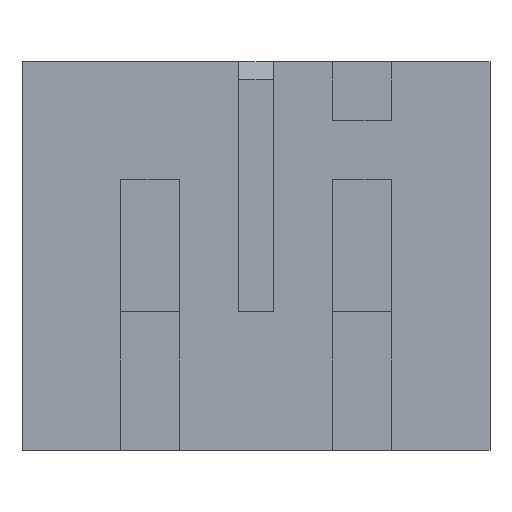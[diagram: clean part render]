
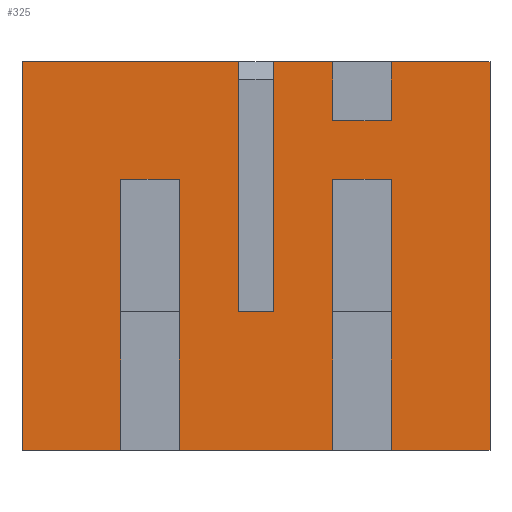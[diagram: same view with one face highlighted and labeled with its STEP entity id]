
A CAD part, front view. The second image highlights one B-rep face of the part: STEP entity #325.
In plain terms, the highlighted planar face has unit normal (0, -1, 0).
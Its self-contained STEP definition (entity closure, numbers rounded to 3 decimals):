
#325=ADVANCED_FACE('',(#1538),#1540,.T.);
#1538=FACE_BOUND('',#1539,.T.);
#1539=EDGE_LOOP('',(#2481,#2482,#2483,#2484,#2485,#2486,#2487,#2488,#2489,#2490,
#2491,#2492,#2493,#2494,#2495,#2496,#2497,#2498,#2499,#2500));
#1540=PLANE('',#1541);
#1541=AXIS2_PLACEMENT_3D('',#1542,#1543,#1544);
#1542=CARTESIAN_POINT('',(-1.,-1.9,0.));
#1543=DIRECTION('',(0.,-1.,0.));
#1544=DIRECTION('',(1.,0.,0.));
#2481=ORIENTED_EDGE('',*,*,#3175,.T.);
#2482=ORIENTED_EDGE('',*,*,#3176,.T.);
#2483=ORIENTED_EDGE('',*,*,#3177,.T.);
#2484=ORIENTED_EDGE('',*,*,#3178,.F.);
#2485=ORIENTED_EDGE('',*,*,#3179,.T.);
#2486=ORIENTED_EDGE('',*,*,#3180,.T.);
#2487=ORIENTED_EDGE('',*,*,#3181,.T.);
#2488=ORIENTED_EDGE('',*,*,#3182,.F.);
#2489=ORIENTED_EDGE('',*,*,#3183,.F.);
#2490=ORIENTED_EDGE('',*,*,#3184,.T.);
#2491=ORIENTED_EDGE('',*,*,#3185,.T.);
#2492=ORIENTED_EDGE('',*,*,#3186,.T.);
#2493=ORIENTED_EDGE('',*,*,#3187,.T.);
#2494=ORIENTED_EDGE('',*,*,#3188,.T.);
#2495=ORIENTED_EDGE('',*,*,#3189,.T.);
#2496=ORIENTED_EDGE('',*,*,#3190,.T.);
#2497=ORIENTED_EDGE('',*,*,#3191,.T.);
#2498=ORIENTED_EDGE('',*,*,#3192,.T.);
#2499=ORIENTED_EDGE('',*,*,#3193,.T.);
#2500=ORIENTED_EDGE('',*,*,#3194,.F.);
#3175=EDGE_CURVE('',#3606,#3607,#3608,.F.);
#3176=EDGE_CURVE('',#3607,#3609,#3610,.F.);
#3177=EDGE_CURVE('',#3609,#3611,#3612,.F.);
#3178=EDGE_CURVE('',#3613,#3611,#3614,.T.);
#3179=EDGE_CURVE('',#3613,#3615,#3616,.F.);
#3180=EDGE_CURVE('',#3615,#3617,#3618,.F.);
#3181=EDGE_CURVE('',#3617,#3619,#3620,.F.);
#3182=EDGE_CURVE('',#3621,#3619,#3622,.T.);
#3183=EDGE_CURVE('',#3623,#3621,#3624,.T.);
#3184=EDGE_CURVE('',#3623,#3625,#3626,.T.);
#3185=EDGE_CURVE('',#3625,#3627,#3628,.F.);
#3186=EDGE_CURVE('',#3627,#3629,#3630,.F.);
#3187=EDGE_CURVE('',#3629,#3631,#3632,.F.);
#3188=EDGE_CURVE('',#3631,#3633,#3634,.T.);
#3189=EDGE_CURVE('',#3633,#3635,#3636,.F.);
#3190=EDGE_CURVE('',#3635,#3637,#3638,.F.);
#3191=EDGE_CURVE('',#3637,#3639,#3640,.F.);
#3192=EDGE_CURVE('',#3639,#3641,#3642,.T.);
#3193=EDGE_CURVE('',#3641,#3643,#3644,.T.);
#3194=EDGE_CURVE('',#3606,#3643,#3645,.T.);
#3606=VERTEX_POINT('',#4389);
#3607=VERTEX_POINT('',#4390);
#3608=LINE('',#4391,#4392);
#3609=VERTEX_POINT('',#4394);
#3610=LINE('',#4395,#4396);
#3611=VERTEX_POINT('',#4398);
#3612=LINE('',#4399,#4400);
#3613=VERTEX_POINT('',#4402);
#3614=LINE('',#4403,#4404);
#3615=VERTEX_POINT('',#4406);
#3616=LINE('',#4407,#4408);
#3617=VERTEX_POINT('',#4410);
#3618=LINE('',#4411,#4412);
#3619=VERTEX_POINT('',#4414);
#3620=LINE('',#4415,#4416);
#3621=VERTEX_POINT('',#4418);
#3622=LINE('',#4419,#4420);
#3623=VERTEX_POINT('',#4422);
#3624=LINE('',#4423,#4424);
#3625=VERTEX_POINT('',#4426);
#3626=LINE('',#4427,#4428);
#3627=VERTEX_POINT('',#4430);
#3628=LINE('',#4431,#4432);
#3629=VERTEX_POINT('',#4434);
#3630=LINE('',#4435,#4436);
#3631=VERTEX_POINT('',#4438);
#3632=LINE('',#4439,#4440);
#3633=VERTEX_POINT('',#4442);
#3634=LINE('',#4443,#4444);
#3635=VERTEX_POINT('',#4446);
#3636=LINE('',#4447,#4448);
#3637=VERTEX_POINT('',#4450);
#3638=LINE('',#4451,#4452);
#3639=VERTEX_POINT('',#4454);
#3640=LINE('',#4455,#4456);
#3641=VERTEX_POINT('',#4458);
#3642=LINE('',#4459,#4460);
#3643=VERTEX_POINT('',#4462);
#3644=LINE('',#4463,#4464);
#3645=LINE('',#4466,#4467);
#4389=CARTESIAN_POINT('',(3.3,-1.9,6.6));
#4390=CARTESIAN_POINT('',(3.3,-1.9,5.6));
#4391=CARTESIAN_POINT('',(3.3,-1.9,5.6));
#4392=VECTOR('',#4393,1.);
#4393=DIRECTION('',(0.,0.,1.));
#4394=CARTESIAN_POINT('',(2.3,-1.9,5.6));
#4395=CARTESIAN_POINT('',(2.3,-1.9,5.6));
#4396=VECTOR('',#4397,1.);
#4397=DIRECTION('',(1.,0.,0.));
#4398=CARTESIAN_POINT('',(2.3,-1.9,6.6));
#4399=CARTESIAN_POINT('',(2.3,-1.9,6.6));
#4400=VECTOR('',#4401,1.);
#4401=DIRECTION('',(0.,0.,-1.));
#4402=CARTESIAN_POINT('',(1.3,-1.9,6.6));
#4403=CARTESIAN_POINT('',(1.3,-1.9,6.6));
#4404=VECTOR('',#4405,1.);
#4405=DIRECTION('',(1.,0.,0.));
#4406=CARTESIAN_POINT('',(1.3,-1.9,2.35));
#4407=CARTESIAN_POINT('',(1.3,-1.9,2.35));
#4408=VECTOR('',#4409,1.);
#4409=DIRECTION('',(0.,0.,1.));
#4410=CARTESIAN_POINT('',(0.7,-1.9,2.35));
#4411=CARTESIAN_POINT('',(0.7,-1.9,2.35));
#4412=VECTOR('',#4413,1.);
#4413=DIRECTION('',(1.,0.,0.));
#4414=CARTESIAN_POINT('',(0.7,-1.9,6.6));
#4415=CARTESIAN_POINT('',(0.7,-1.9,6.6));
#4416=VECTOR('',#4417,1.);
#4417=DIRECTION('',(0.,0.,-1.));
#4418=CARTESIAN_POINT('',(-2.975,-1.9,6.6));
#4419=CARTESIAN_POINT('',(-2.975,-1.9,6.6));
#4420=VECTOR('',#4421,1.);
#4421=DIRECTION('',(1.,0.,0.));
#4422=CARTESIAN_POINT('',(-2.975,-1.9,0.));
#4423=CARTESIAN_POINT('',(-2.975,-1.9,0.));
#4424=VECTOR('',#4425,1.);
#4425=DIRECTION('',(0.,0.,1.));
#4426=CARTESIAN_POINT('',(-1.3,-1.9,0.));
#4427=CARTESIAN_POINT('',(-2.975,-1.9,0.));
#4428=VECTOR('',#4429,1.);
#4429=DIRECTION('',(1.,0.,0.));
#4430=CARTESIAN_POINT('',(-1.3,-1.9,4.6));
#4431=CARTESIAN_POINT('',(-1.3,-1.9,4.6));
#4432=VECTOR('',#4433,1.);
#4433=DIRECTION('',(0.,0.,-1.));
#4434=CARTESIAN_POINT('',(-0.3,-1.9,4.6));
#4435=CARTESIAN_POINT('',(-0.3,-1.9,4.6));
#4436=VECTOR('',#4437,1.);
#4437=DIRECTION('',(-1.,0.,0.));
#4438=CARTESIAN_POINT('',(-0.3,-1.9,0.));
#4439=CARTESIAN_POINT('',(-0.3,-1.9,0.));
#4440=VECTOR('',#4441,1.);
#4441=DIRECTION('',(0.,0.,1.));
#4442=CARTESIAN_POINT('',(2.3,-1.9,0.));
#4443=CARTESIAN_POINT('',(-0.3,-1.9,0.));
#4444=VECTOR('',#4445,1.);
#4445=DIRECTION('',(1.,0.,0.));
#4446=CARTESIAN_POINT('',(2.3,-1.9,4.6));
#4447=CARTESIAN_POINT('',(2.3,-1.9,4.6));
#4448=VECTOR('',#4449,1.);
#4449=DIRECTION('',(0.,0.,-1.));
#4450=CARTESIAN_POINT('',(3.3,-1.9,4.6));
#4451=CARTESIAN_POINT('',(3.3,-1.9,4.6));
#4452=VECTOR('',#4453,1.);
#4453=DIRECTION('',(-1.,0.,0.));
#4454=CARTESIAN_POINT('',(3.3,-1.9,0.));
#4455=CARTESIAN_POINT('',(3.3,-1.9,0.));
#4456=VECTOR('',#4457,1.);
#4457=DIRECTION('',(0.,0.,1.));
#4458=CARTESIAN_POINT('',(4.975,-1.9,0.));
#4459=CARTESIAN_POINT('',(3.3,-1.9,0.));
#4460=VECTOR('',#4461,1.);
#4461=DIRECTION('',(1.,0.,0.));
#4462=CARTESIAN_POINT('',(4.975,-1.9,6.6));
#4463=CARTESIAN_POINT('',(4.975,-1.9,0.));
#4464=VECTOR('',#4465,1.);
#4465=DIRECTION('',(0.,0.,1.));
#4466=CARTESIAN_POINT('',(3.3,-1.9,6.6));
#4467=VECTOR('',#4468,1.);
#4468=DIRECTION('',(1.,0.,0.));
